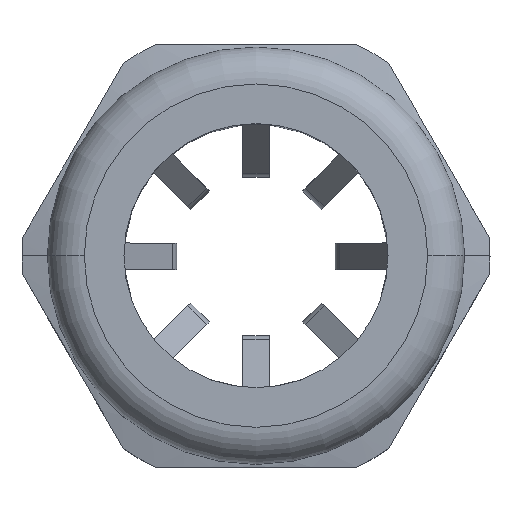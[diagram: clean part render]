
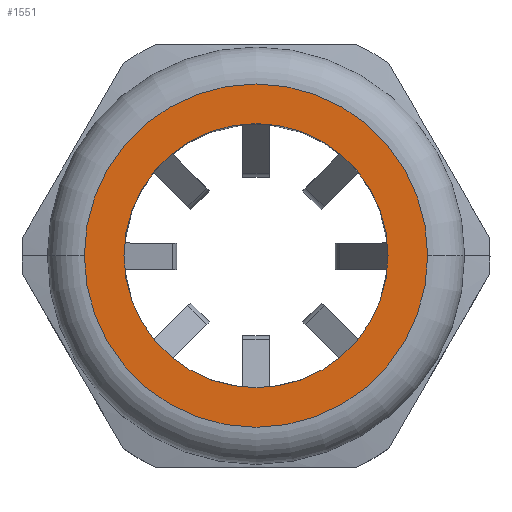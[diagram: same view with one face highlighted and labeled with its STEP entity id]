
A CAD part, top view. The second image highlights one B-rep face of the part: STEP entity #1551.
In plain terms, the highlighted planar face has unit normal (0, 0, 1).
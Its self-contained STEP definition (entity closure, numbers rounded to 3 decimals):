
#172 = FACE_OUTER_BOUND ( 'NONE', #281, .T. ) ;
#175 = AXIS2_PLACEMENT_3D ( 'NONE', #2327, #2326, #2325 ) ;
#187 = FACE_BOUND ( 'NONE', #280, .T. ) ;
#280 = EDGE_LOOP ( 'NONE', ( #400, #402 ) ) ;
#281 = EDGE_LOOP ( 'NONE', ( #399, #403 ) ) ;
#399 = ORIENTED_EDGE ( 'NONE', *, *, #1763, .T. ) ;
#400 = ORIENTED_EDGE ( 'NONE', *, *, #1725, .F. ) ;
#402 = ORIENTED_EDGE ( 'NONE', *, *, #1755, .F. ) ;
#403 = ORIENTED_EDGE ( 'NONE', *, *, #1726, .T. ) ;
#477 = VERTEX_POINT ( 'NONE', #2691 ) ;
#478 = VERTEX_POINT ( 'NONE', #2690 ) ;
#486 = VERTEX_POINT ( 'NONE', #2682 ) ;
#492 = VERTEX_POINT ( 'NONE', #2676 ) ;
#841 = DIRECTION ( 'NONE',  ( 1., 0., 0. ) ) ;
#842 = DIRECTION ( 'NONE',  ( 0., 0., 1. ) ) ;
#843 = CARTESIAN_POINT ( 'NONE',  ( 0., 0., 42. ) ) ;
#844 = DIRECTION ( 'NONE',  ( 1., 0., 0. ) ) ;
#845 = DIRECTION ( 'NONE',  ( 0., 0., 1. ) ) ;
#846 = CARTESIAN_POINT ( 'NONE',  ( 0., 0., 42. ) ) ;
#1267 = DIRECTION ( 'NONE',  ( 1., 0., 0. ) ) ;
#1268 = DIRECTION ( 'NONE',  ( 0., 0., 1. ) ) ;
#1269 = CARTESIAN_POINT ( 'NONE',  ( 0., 0., 42. ) ) ;
#1293 = DIRECTION ( 'NONE',  ( 1., 0., 0. ) ) ;
#1294 = DIRECTION ( 'NONE',  ( 0., 0., 1. ) ) ;
#1298 = CARTESIAN_POINT ( 'NONE',  ( 0., 0., 42. ) ) ;
#1363 = AXIS2_PLACEMENT_3D ( 'NONE', #1269, #1268, #1267 ) ;
#1372 = AXIS2_PLACEMENT_3D ( 'NONE', #1298, #1294, #1293 ) ;
#1388 = AXIS2_PLACEMENT_3D ( 'NONE', #843, #842, #841 ) ;
#1392 = AXIS2_PLACEMENT_3D ( 'NONE', #846, #845, #844 ) ;
#1431 = CIRCLE ( 'NONE', #1372, 12.5 ) ;
#1445 = CIRCLE ( 'NONE', #1388, 16.25 ) ;
#1446 = CIRCLE ( 'NONE', #1392, 12.5 ) ;
#1516 = CIRCLE ( 'NONE', #1363, 16.25 ) ;
#1551 = ADVANCED_FACE ( 'NONE', ( #187, #172 ), #2328, .T. ) ;
#1725 = EDGE_CURVE ( 'NONE', #486, #492, #1446, .T. ) ;
#1726 = EDGE_CURVE ( 'NONE', #477, #478, #1445, .T. ) ;
#1755 = EDGE_CURVE ( 'NONE', #492, #486, #1431, .T. ) ;
#1763 = EDGE_CURVE ( 'NONE', #478, #477, #1516, .T. ) ;
#2325 = DIRECTION ( 'NONE',  ( 1., 0., 0. ) ) ;
#2326 = DIRECTION ( 'NONE',  ( 0., 0., 1. ) ) ;
#2327 = CARTESIAN_POINT ( 'NONE',  ( 0., 0., 42. ) ) ;
#2328 = PLANE ( 'NONE',  #175 ) ;
#2676 = CARTESIAN_POINT ( 'NONE',  ( -12.5, 0., 42. ) ) ;
#2682 = CARTESIAN_POINT ( 'NONE',  ( 12.5, 0., 42. ) ) ;
#2690 = CARTESIAN_POINT ( 'NONE',  ( 16.25, 0., 42. ) ) ;
#2691 = CARTESIAN_POINT ( 'NONE',  ( -16.25, 0., 42. ) ) ;
